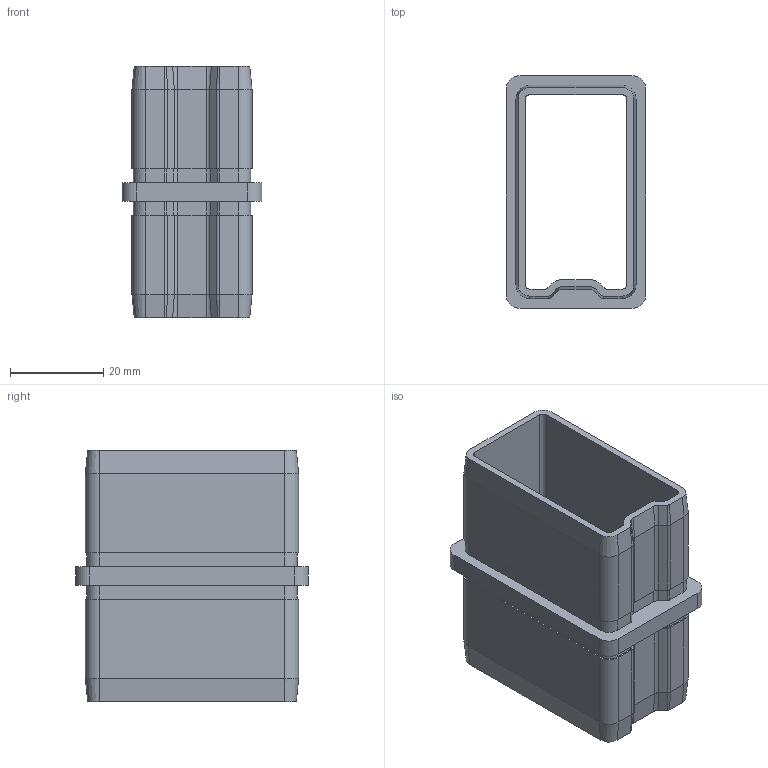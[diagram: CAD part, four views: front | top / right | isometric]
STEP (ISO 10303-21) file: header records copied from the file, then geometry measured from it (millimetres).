
FILE_DESCRIPTION (( 'STEP AP203' ), '1' );
FILE_NAME ('10105030.step', '2020-03-09T06:44:07', ( '' ), ( '' ), 'SwSTEP 2.0', 'SolidWorks 2015', '' );
FILE_SCHEMA (( 'CONFIG_CONTROL_DESIGN' ));
Length unit declared in the file: millimetre
Products named in the file (2): 10105030
Bounding box: 30 x 50 x 54 mm (x, y, z)
Volume: 15127.8 mm3; surface area: 15679.7 mm2
Topology: 1 solids, 1 shells, 539 faces, 1384 edges, 890 vertices
Faces by surface type: plane 289, bspline 186, cylinder 48, cone 16
Entity records: 27035 total; most frequent: CARTESIAN_POINT 15019, ORIENTED_EDGE 2768, DIRECTION 1828, EDGE_CURVE 1384, VECTOR 894, LINE 894, VERTEX_POINT 890, EDGE_LOOP 584
